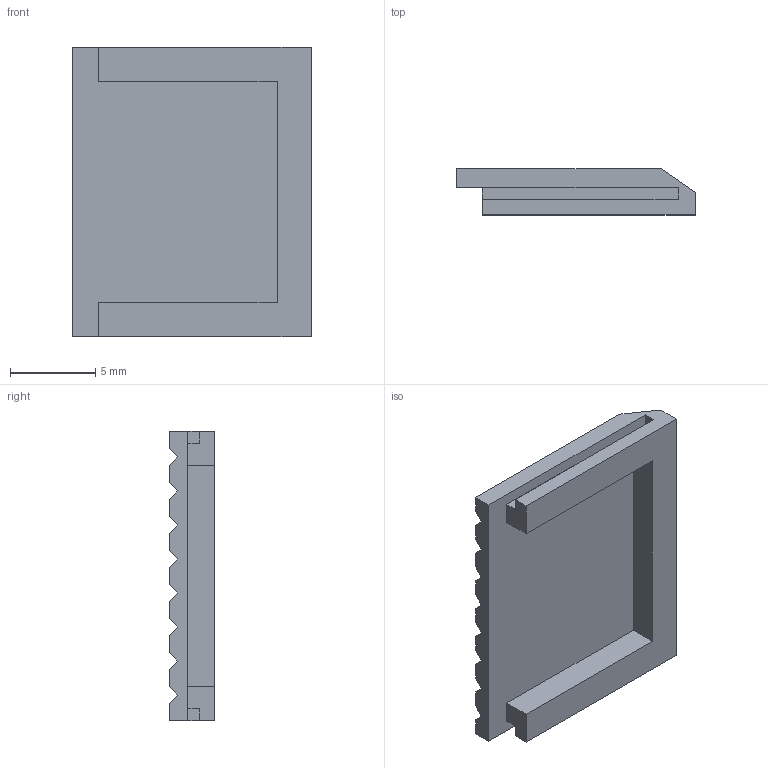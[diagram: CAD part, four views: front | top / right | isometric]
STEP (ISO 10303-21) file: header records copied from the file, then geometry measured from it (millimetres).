
FILE_DESCRIPTION (( 'STEP AP203' ), '1' );
FILE_NAME ('萇喀裔.S', '2024-02-04T00:10:20', ( '' ), ( '' ), 'SwSTEP 2.0', 'SolidWorks 2022', '' );
FILE_SCHEMA (( 'CONFIG_CONTROL_DESIGN' ));
Length unit declared in the file: millimetre
Products named in the file (1): 萇喀裔______
Bounding box: 14 x 2.7 x 17 mm (x, y, z)
Volume: 323.9 mm3; surface area: 723.6 mm2
Topology: 1 solids, 1 shells, 43 faces, 123 edges, 82 vertices
Faces by surface type: plane 43
Entity records: 1454 total; most frequent: CARTESIAN_POINT 249, ORIENTED_EDGE 246, DIRECTION 211, LINE 123, EDGE_CURVE 123, VECTOR 123, VERTEX_POINT 82, AXIS2_PLACEMENT_3D 44
